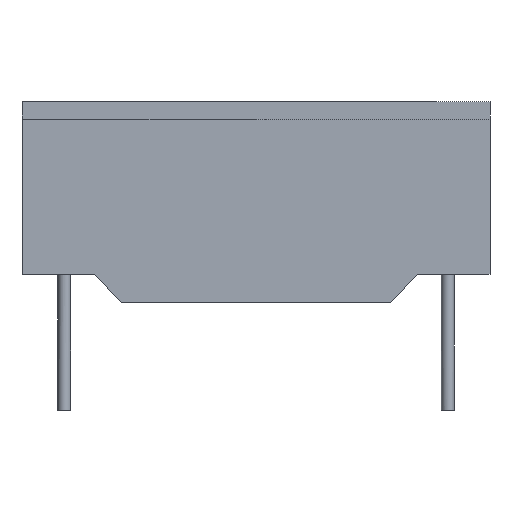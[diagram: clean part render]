
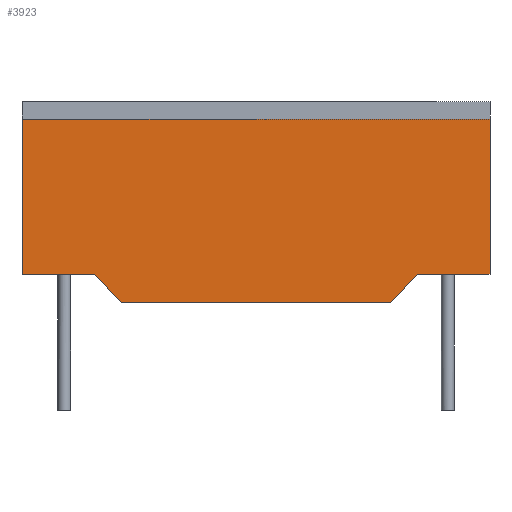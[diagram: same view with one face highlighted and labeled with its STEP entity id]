
A CAD part, front view. The second image highlights one B-rep face of the part: STEP entity #3923.
In plain terms, the highlighted planar face has unit normal (0, -1, 0).
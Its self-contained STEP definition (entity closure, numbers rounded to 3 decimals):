
#256=ORIENTED_EDGE('',*,*,#906,.F.);
#257=ORIENTED_EDGE('',*,*,#909,.F.);
#258=ORIENTED_EDGE('',*,*,#1026,.T.);
#259=ORIENTED_EDGE('',*,*,#1027,.T.);
#260=ORIENTED_EDGE('',*,*,#1028,.F.);
#261=ORIENTED_EDGE('',*,*,#1029,.T.);
#262=ORIENTED_EDGE('',*,*,#1030,.T.);
#263=ORIENTED_EDGE('',*,*,#903,.F.);
#903=EDGE_CURVE('',#1294,#1295,#1561,.T.);
#906=EDGE_CURVE('',#1296,#1294,#1564,.T.);
#909=EDGE_CURVE('',#1299,#1296,#1567,.T.);
#1026=EDGE_CURVE('',#1299,#1412,#1658,.T.);
#1027=EDGE_CURVE('',#1412,#1413,#1659,.T.);
#1028=EDGE_CURVE('',#1414,#1413,#1660,.T.);
#1029=EDGE_CURVE('',#1414,#1415,#1661,.T.);
#1030=EDGE_CURVE('',#1415,#1295,#1662,.T.);
#1294=VERTEX_POINT('',#5046);
#1295=VERTEX_POINT('',#5048);
#1296=VERTEX_POINT('',#5052);
#1299=VERTEX_POINT('',#5060);
#1412=VERTEX_POINT('',#5341);
#1413=VERTEX_POINT('',#5343);
#1414=VERTEX_POINT('',#5345);
#1415=VERTEX_POINT('',#5347);
#1561=LINE('',#5047,#1891);
#1564=LINE('',#5054,#1894);
#1567=LINE('',#5059,#1897);
#1658=LINE('',#5340,#1988);
#1659=LINE('',#5342,#1989);
#1660=LINE('',#5344,#1990);
#1661=LINE('',#5346,#1991);
#1662=LINE('',#5348,#1992);
#1891=VECTOR('',#4293,1000.);
#1894=VECTOR('',#4298,1000.);
#1897=VECTOR('',#4303,1000.);
#1988=VECTOR('',#4468,1000.);
#1989=VECTOR('',#4469,1000.);
#1990=VECTOR('',#4470,1000.);
#1991=VECTOR('',#4471,1000.);
#1992=VECTOR('',#4472,1000.);
#2258=EDGE_LOOP('',(#256,#257,#258,#259,#260,#261,#262,#263));
#2458=FACE_BOUND('',#2258,.T.);
#2626=PLANE('',#4110);
#3923=ADVANCED_FACE('',(#2458),#2626,.F.);
#4110=AXIS2_PLACEMENT_3D('',#5339,#4466,#4467);
#4293=DIRECTION('',(0.,0.,-1.));
#4298=DIRECTION('',(1.,0.,0.));
#4303=DIRECTION('',(0.,0.,1.));
#4466=DIRECTION('',(0.,1.,0.));
#4467=DIRECTION('',(0.,0.,1.));
#4468=DIRECTION('',(1.,0.,0.));
#4469=DIRECTION('',(0.677,0.,-0.736));
#4470=DIRECTION('',(-1.,0.,0.));
#4471=DIRECTION('',(0.677,0.,0.736));
#4472=DIRECTION('',(1.,0.,0.));
#5046=CARTESIAN_POINT('',(9.3,-12.5,7.304));
#5047=CARTESIAN_POINT('',(9.3,-12.5,8.));
#5048=CARTESIAN_POINT('',(9.3,-12.5,1.14));
#5052=CARTESIAN_POINT('',(-9.3,-12.5,7.304));
#5054=CARTESIAN_POINT('',(0.,-12.5,7.304));
#5059=CARTESIAN_POINT('',(-9.3,-12.5,0.));
#5060=CARTESIAN_POINT('',(-9.3,-12.5,1.14));
#5339=CARTESIAN_POINT('',(0.,-12.5,0.));
#5340=CARTESIAN_POINT('',(0.,-12.5,1.14));
#5341=CARTESIAN_POINT('',(-6.407,-12.5,1.14));
#5342=CARTESIAN_POINT('',(-2.905,-12.5,-2.67));
#5343=CARTESIAN_POINT('',(-5.359,-12.5,0.));
#5344=CARTESIAN_POINT('',(9.3,-12.5,0.));
#5345=CARTESIAN_POINT('',(5.359,-12.5,0.));
#5346=CARTESIAN_POINT('',(2.905,-12.5,-2.67));
#5347=CARTESIAN_POINT('',(6.407,-12.5,1.14));
#5348=CARTESIAN_POINT('',(0.,-12.5,1.14));
